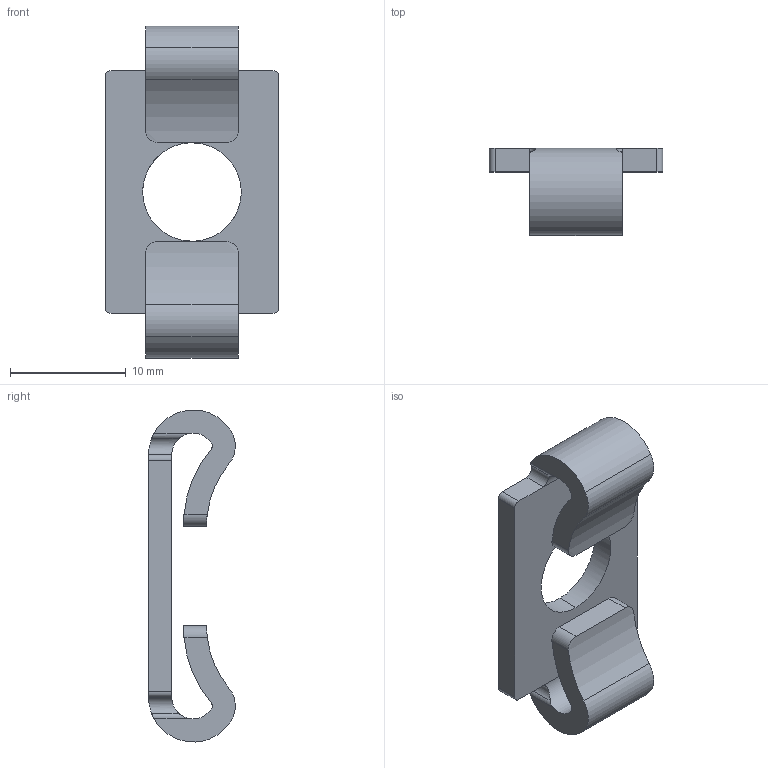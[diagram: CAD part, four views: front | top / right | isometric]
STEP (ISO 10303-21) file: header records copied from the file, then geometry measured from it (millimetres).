
FILE_DESCRIPTION (( 'STEP AP203' ), '1' );
FILE_NAME ('163008.step', '2023-01-11T15:41:20', ( '' ), ( '' ), 'SwSTEP 2.0', 'SolidWorks 2021', '' );
FILE_SCHEMA (( 'CONFIG_CONTROL_DESIGN' ));
Length unit declared in the file: inch
Products named in the file (1): 163008
Bounding box: 15 x 7.49 x 28.69 mm (x, y, z)
Volume: 1011.3 mm3; surface area: 1332.1 mm2
Topology: 1 solids, 1 shells, 117 faces, 299 edges, 184 vertices
Faces by surface type: cylinder 67, plane 50
Entity records: 3872 total; most frequent: CARTESIAN_POINT 1147, ORIENTED_EDGE 598, DIRECTION 507, EDGE_CURVE 299, AXIS2_PLACEMENT_3D 224, VERTEX_POINT 184, B_SPLINE_CURVE_WITH_KNOTS 134, EDGE_LOOP 119
